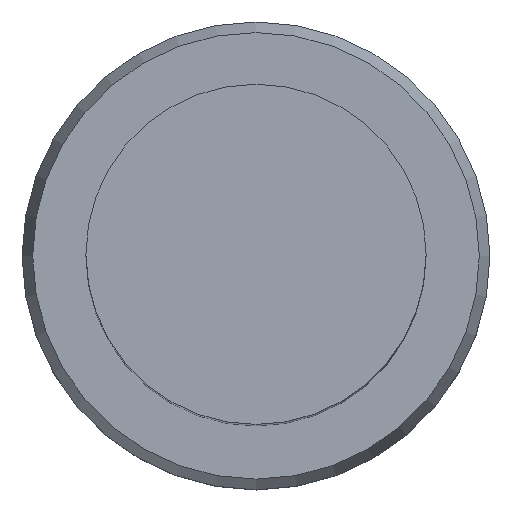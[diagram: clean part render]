
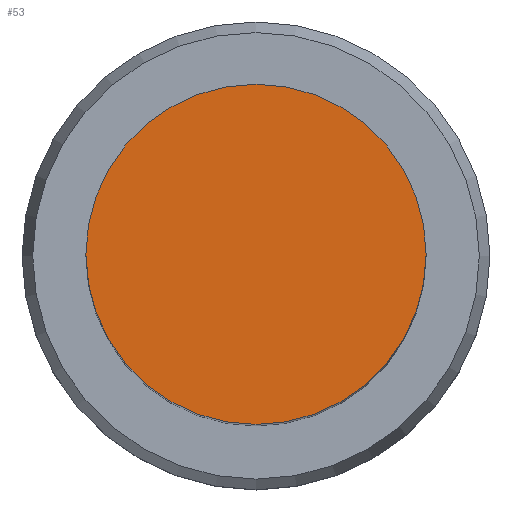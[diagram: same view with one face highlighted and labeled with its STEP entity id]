
A CAD part, top view. The second image highlights one B-rep face of the part: STEP entity #53.
In plain terms, the highlighted planar face has unit normal (0, 0, 1).
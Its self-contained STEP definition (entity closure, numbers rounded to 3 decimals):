
#53=ADVANCED_FACE('240[2]',(#140),#141,.T.);
#70=EDGE_CURVE('240[2]',#167,#167,#168,.T.);
#140=FACE_OUTER_BOUND('',#257,.T.);
#141=PLANE('',#258);
#167=VERTEX_POINT('',#291);
#168=CIRCLE('',#292,8.);
#257=EDGE_LOOP('',(#393));
#258=AXIS2_PLACEMENT_3D('',#394,#395,#396);
#291=CARTESIAN_POINT('',(0.,8.,147.5));
#292=AXIS2_PLACEMENT_3D('',#424,#425,#426);
#393=ORIENTED_EDGE('',*,*,#70,.F.);
#394=CARTESIAN_POINT('',(0.,4.,147.5));
#395=DIRECTION('',(0.,0.,1.0));
#396=DIRECTION('',(1.0,0.,0.0));
#424=CARTESIAN_POINT('',(0.,0.,147.5));
#425=DIRECTION('',(0.,0.,-1.0));
#426=DIRECTION('',(0.,1.0,0.));
